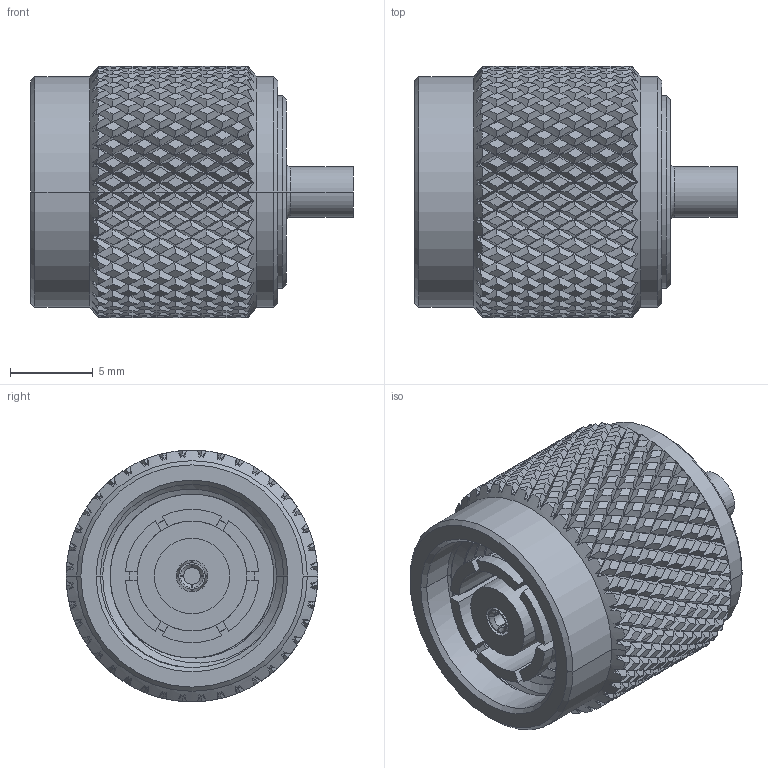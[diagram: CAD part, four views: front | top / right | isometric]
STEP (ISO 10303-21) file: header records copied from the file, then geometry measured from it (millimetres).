
FILE_DESCRIPTION (( 'STEP AP203' ), '1' );
FILE_NAME ('FMCN1875.STEP', '2022-01-19T23:25:08', ( '' ), ( '' ), 'SwSTEP 2.0', 'SolidWorks 2021', '' );
FILE_SCHEMA (( 'CONFIG_CONTROL_DESIGN' ));
Products named in the file (1): FMCN1875
Bounding box: 19.56 x 15.24 x 15.24 mm (x, y, z)
Volume: 2009.1 mm3; surface area: 2451.1 mm2
Topology: 1 solids, 1 shells, 2499 faces, 5235 edges, 2746 vertices
Faces by surface type: bspline 1923, cylinder 495, plane 47, cone 32, torus 2
Entity records: 102920 total; most frequent: CARTESIAN_POINT 71145, ORIENTED_EDGE 10470, EDGE_CURVE 5235, VERTEX_POINT 2746, EDGE_LOOP 2507, ADVANCED_FACE 2499, FACE_OUTER_BOUND 2499, B_SPLINE_CURVE_WITH_KNOTS 2320
